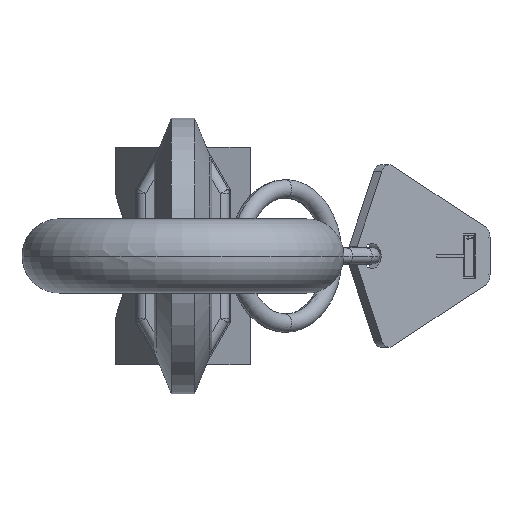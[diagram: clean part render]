
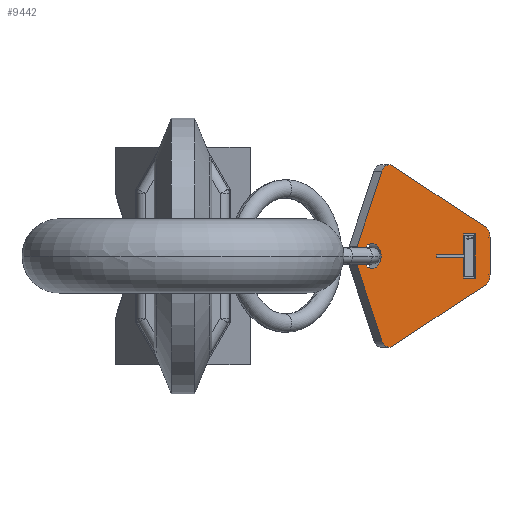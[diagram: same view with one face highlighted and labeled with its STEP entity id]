
A CAD part, left-side view. The second image highlights one B-rep face of the part: STEP entity #9442.
In plain terms, the highlighted face is planar.
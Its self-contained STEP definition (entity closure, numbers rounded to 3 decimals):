
#8672=CARTESIAN_POINT('',(0.,2.5,0.));
#8673=DIRECTION('',(0.,-1.,0.));
#8674=DIRECTION('',(1.,0.,0.));
#8675=AXIS2_PLACEMENT_3D('',#8672,#8673,#8674);
#8677=CARTESIAN_POINT('',(0.,2.5,0.));
#8678=DIRECTION('',(0.,-1.,0.));
#8679=DIRECTION('',(-1.,0.,0.));
#8680=AXIS2_PLACEMENT_3D('',#8677,#8678,#8679);
#8682=DIRECTION('',(-0.906,0.,0.423));
#8683=VECTOR('',#8682,35.575);
#8684=CARTESIAN_POINT('',(-4.226,2.5,-9.063));
#8685=LINE('',#8684,#8683);
#8686=CARTESIAN_POINT('',(0.,2.5,0.));
#8687=DIRECTION('',(0.,1.,0.));
#8688=DIRECTION('',(0.423,0.,-0.906));
#8689=AXIS2_PLACEMENT_3D('',#8686,#8687,#8688);
#8691=DIRECTION('',(-0.906,0.,-0.423));
#8692=VECTOR('',#8691,35.575);
#8693=CARTESIAN_POINT('',(36.468,2.5,5.972));
#8694=LINE('',#8693,#8692);
#8695=DIRECTION('',(0.423,0.,-0.906));
#8696=VECTOR('',#8695,62.337);
#8697=CARTESIAN_POINT('',(12.542,2.5,69.113));
#8698=LINE('',#8697,#8696);
#8699=DIRECTION('',(1.,0.,0.));
#8700=VECTOR('',#8699,16.021);
#8701=CARTESIAN_POINT('',(-8.011,2.5,72.));
#8702=LINE('',#8701,#8700);
#8703=DIRECTION('',(0.423,0.,0.906));
#8704=VECTOR('',#8703,62.337);
#8705=CARTESIAN_POINT('',(-38.887,2.5,12.616));
#8706=LINE('',#8705,#8704);
#8707=DIRECTION('',(1.,0.,0.));
#8708=VECTOR('',#8707,19.);
#8709=CARTESIAN_POINT('',(-9.5,2.5,63.));
#8710=LINE('',#8709,#8708);
#8711=DIRECTION('',(0.,0.,-1.));
#8712=VECTOR('',#8711,7.);
#8713=CARTESIAN_POINT('',(9.5,2.5,63.));
#8714=LINE('',#8713,#8712);
#8715=DIRECTION('',(-1.,0.,0.));
#8716=VECTOR('',#8715,9.);
#8717=CARTESIAN_POINT('',(9.5,2.5,56.));
#8718=LINE('',#8717,#8716);
#8719=DIRECTION('',(0.,0.,-1.));
#8720=VECTOR('',#8719,16.5);
#8721=CARTESIAN_POINT('',(0.5,2.5,56.));
#8722=LINE('',#8721,#8720);
#8723=DIRECTION('',(-1.,0.,0.));
#8724=VECTOR('',#8723,1.);
#8725=CARTESIAN_POINT('',(0.5,2.5,39.5));
#8726=LINE('',#8725,#8724);
#8727=DIRECTION('',(0.,0.,1.));
#8728=VECTOR('',#8727,16.5);
#8729=CARTESIAN_POINT('',(-0.5,2.5,39.5));
#8730=LINE('',#8729,#8728);
#8731=DIRECTION('',(-1.,0.,0.));
#8732=VECTOR('',#8731,9.);
#8733=CARTESIAN_POINT('',(-0.5,2.5,56.));
#8734=LINE('',#8733,#8732);
#8735=DIRECTION('',(0.,0.,1.));
#8736=VECTOR('',#8735,7.);
#8737=CARTESIAN_POINT('',(-9.5,2.5,56.));
#8738=LINE('',#8737,#8736);
#8835=CARTESIAN_POINT('',(-34.355,2.5,10.503));
#8836=DIRECTION('',(0.,1.,0.));
#8837=DIRECTION('',(-0.423,0.,-0.906));
#8838=AXIS2_PLACEMENT_3D('',#8835,#8836,#8837);
#8861=CARTESIAN_POINT('',(34.355,2.5,10.503));
#8862=DIRECTION('',(0.,1.,0.));
#8863=DIRECTION('',(0.906,0.,0.423));
#8864=AXIS2_PLACEMENT_3D('',#8861,#8862,#8863);
#8879=CARTESIAN_POINT('',(8.011,2.5,67.));
#8880=DIRECTION('',(0.,1.,0.));
#8881=DIRECTION('',(0.,0.,1.));
#8882=AXIS2_PLACEMENT_3D('',#8879,#8880,#8881);
#8897=CARTESIAN_POINT('',(-8.011,2.5,67.));
#8898=DIRECTION('',(0.,1.,0.));
#8899=DIRECTION('',(-0.906,0.,0.423));
#8900=AXIS2_PLACEMENT_3D('',#8897,#8898,#8899);
#9167=CARTESIAN_POINT('',(5.5,2.5,0.));
#9168=CARTESIAN_POINT('',(-5.5,2.5,0.));
#9169=VERTEX_POINT('',#9167);
#9170=VERTEX_POINT('',#9168);
#9171=CARTESIAN_POINT('',(4.226,2.5,-9.063));
#9172=CARTESIAN_POINT('',(-4.226,2.5,-9.063));
#9173=VERTEX_POINT('',#9171);
#9174=VERTEX_POINT('',#9172);
#9175=CARTESIAN_POINT('',(-36.468,2.5,5.972));
#9177=VERTEX_POINT('',#9175);
#9179=CARTESIAN_POINT('',(-38.887,2.5,12.616));
#9180=VERTEX_POINT('',#9179);
#9183=CARTESIAN_POINT('',(38.887,2.5,12.616));
#9185=VERTEX_POINT('',#9183);
#9187=CARTESIAN_POINT('',(36.468,2.5,5.972));
#9188=VERTEX_POINT('',#9187);
#9191=CARTESIAN_POINT('',(8.011,2.5,72.));
#9193=VERTEX_POINT('',#9191);
#9195=CARTESIAN_POINT('',(12.542,2.5,69.113));
#9196=VERTEX_POINT('',#9195);
#9199=CARTESIAN_POINT('',(-12.542,2.5,69.113));
#9201=VERTEX_POINT('',#9199);
#9203=CARTESIAN_POINT('',(-8.011,2.5,72.));
#9204=VERTEX_POINT('',#9203);
#9269=CARTESIAN_POINT('',(-9.5,2.5,63.));
#9270=CARTESIAN_POINT('',(9.5,2.5,63.));
#9271=VERTEX_POINT('',#9269);
#9272=VERTEX_POINT('',#9270);
#9273=CARTESIAN_POINT('',(9.5,2.5,56.));
#9274=VERTEX_POINT('',#9273);
#9275=CARTESIAN_POINT('',(0.5,2.5,56.));
#9276=VERTEX_POINT('',#9275);
#9277=CARTESIAN_POINT('',(0.5,2.5,39.5));
#9278=VERTEX_POINT('',#9277);
#9279=CARTESIAN_POINT('',(-0.5,2.5,39.5));
#9280=VERTEX_POINT('',#9279);
#9281=CARTESIAN_POINT('',(-0.5,2.5,56.));
#9282=VERTEX_POINT('',#9281);
#9283=CARTESIAN_POINT('',(-9.5,2.5,56.));
#9284=VERTEX_POINT('',#9283);
#9393=CARTESIAN_POINT('',(0.,2.5,0.));
#9394=DIRECTION('',(0.,1.,0.));
#9395=DIRECTION('',(1.,0.,0.));
#9396=AXIS2_PLACEMENT_3D('',#9393,#9394,#9395);
#9397=PLANE('',#9396);
#9399=ORIENTED_EDGE('',*,*,#9398,.F.);
#9401=ORIENTED_EDGE('',*,*,#9400,.F.);
#9403=ORIENTED_EDGE('',*,*,#9402,.F.);
#9405=ORIENTED_EDGE('',*,*,#9404,.F.);
#9407=ORIENTED_EDGE('',*,*,#9406,.F.);
#9409=ORIENTED_EDGE('',*,*,#9408,.F.);
#9411=ORIENTED_EDGE('',*,*,#9410,.F.);
#9413=ORIENTED_EDGE('',*,*,#9412,.F.);
#9415=ORIENTED_EDGE('',*,*,#9414,.F.);
#9417=ORIENTED_EDGE('',*,*,#9416,.F.);
#9418=EDGE_LOOP('',(#9399,#9401,#9403,#9405,#9407,#9409,#9411,#9413,#9415,
#9417));
#9419=FACE_OUTER_BOUND('',#9418,.F.);
#9420=ORIENTED_EDGE('',*,*,#9373,.F.);
#9421=ORIENTED_EDGE('',*,*,#9387,.F.);
#9422=EDGE_LOOP('',(#9420,#9421));
#9423=FACE_BOUND('',#9422,.F.);
#9425=ORIENTED_EDGE('',*,*,#9424,.T.);
#9427=ORIENTED_EDGE('',*,*,#9426,.T.);
#9429=ORIENTED_EDGE('',*,*,#9428,.T.);
#9431=ORIENTED_EDGE('',*,*,#9430,.T.);
#9433=ORIENTED_EDGE('',*,*,#9432,.T.);
#9435=ORIENTED_EDGE('',*,*,#9434,.T.);
#9437=ORIENTED_EDGE('',*,*,#9436,.T.);
#9439=ORIENTED_EDGE('',*,*,#9438,.T.);
#9440=EDGE_LOOP('',(#9425,#9427,#9429,#9431,#9433,#9435,#9437,#9439));
#9441=FACE_BOUND('',#9440,.F.);
#9442=ADVANCED_FACE('',(#9419,#9423,#9441),#9397,.T.);
#8676=CIRCLE('',#8675,5.5);
#8681=CIRCLE('',#8680,5.5);
#8690=CIRCLE('',#8689,10.);
#8839=CIRCLE('',#8838,5.);
#8865=CIRCLE('',#8864,5.);
#8883=CIRCLE('',#8882,5.);
#8901=CIRCLE('',#8900,5.);
#9373=EDGE_CURVE('',#9169,#9170,#8676,.T.);
#9387=EDGE_CURVE('',#9170,#9169,#8681,.T.);
#9398=EDGE_CURVE('',#9177,#9180,#8839,.T.);
#9400=EDGE_CURVE('',#9174,#9177,#8685,.T.);
#9402=EDGE_CURVE('',#9173,#9174,#8690,.T.);
#9404=EDGE_CURVE('',#9188,#9173,#8694,.T.);
#9406=EDGE_CURVE('',#9185,#9188,#8865,.T.);
#9408=EDGE_CURVE('',#9196,#9185,#8698,.T.);
#9410=EDGE_CURVE('',#9193,#9196,#8883,.T.);
#9412=EDGE_CURVE('',#9204,#9193,#8702,.T.);
#9414=EDGE_CURVE('',#9201,#9204,#8901,.T.);
#9416=EDGE_CURVE('',#9180,#9201,#8706,.T.);
#9424=EDGE_CURVE('',#9271,#9272,#8710,.T.);
#9426=EDGE_CURVE('',#9272,#9274,#8714,.T.);
#9428=EDGE_CURVE('',#9274,#9276,#8718,.T.);
#9430=EDGE_CURVE('',#9276,#9278,#8722,.T.);
#9432=EDGE_CURVE('',#9278,#9280,#8726,.T.);
#9434=EDGE_CURVE('',#9280,#9282,#8730,.T.);
#9436=EDGE_CURVE('',#9282,#9284,#8734,.T.);
#9438=EDGE_CURVE('',#9284,#9271,#8738,.T.);
